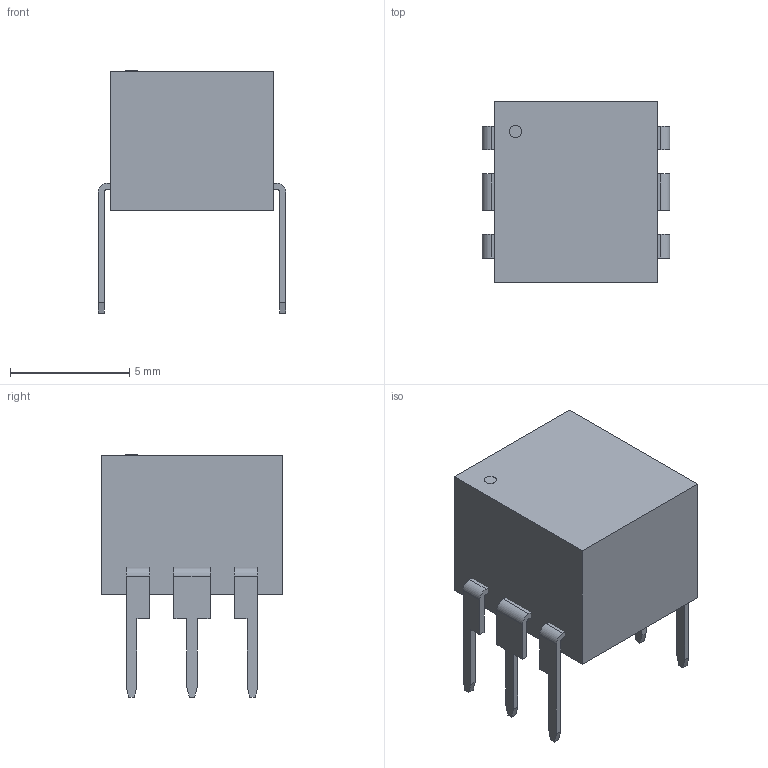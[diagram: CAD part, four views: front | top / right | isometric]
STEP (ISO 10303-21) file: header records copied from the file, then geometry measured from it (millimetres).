
FILE_DESCRIPTION(('FreeCAD Model'),'2;1');
FILE_NAME('Open CASCADE Shape Model','2021-06-07T17:02:54',('Author'),( ''),'Open CASCADE STEP processor 7.4','FreeCAD','Unknown');
FILE_SCHEMA(('AUTOMOTIVE_DESIGN { 1 0 10303 214 1 1 1 1 }'));
Length unit declared in the file: millimetre
Products named in the file (4): X65; Body; Pins; Cylinder
Assembly tree (3 placements, depth 2):
  X65
    Body
    Pins
    Cylinder
Bounding box: 7.87 x 7.62 x 10.18 mm (x, y, z)
Volume: 419.5 mm3; surface area: 491.7 mm2
Topology: 3 solids, 3 shells, 123 faces, 317 edges, 200 vertices
Faces by surface type: plane 91, bspline 18, cylinder 14
Full cylindrical faces by diameter (mm): 0.508 x1
Entity records: 8805 total; most frequent: CARTESIAN_POINT 2452, DIRECTION 1115, LINE 817, VECTOR 817, ORIENTED_EDGE 634, PCURVE 634, DEFINITIONAL_REPRESENTATION 634, EDGE_CURVE 317
